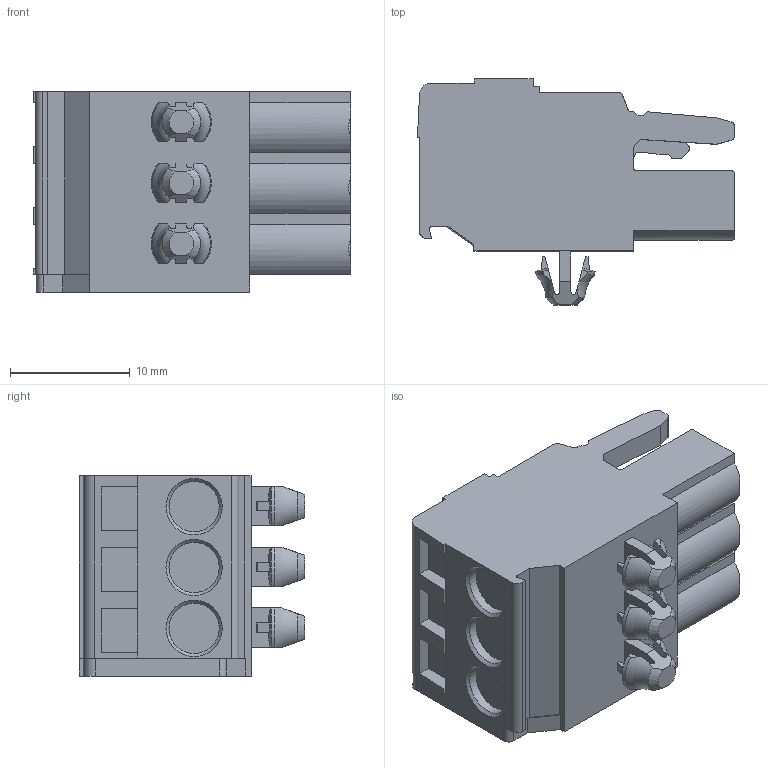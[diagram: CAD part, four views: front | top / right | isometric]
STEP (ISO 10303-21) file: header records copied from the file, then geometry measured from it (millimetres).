
FILE_DESCRIPTION(/* description */ ('STEP AP214'),/* implementation_level */ '2;1');
FILE_NAME(/* name */ '231-303_008-000',/* time_stamp */ '2024-10-25T13:04:30+02:00',/* author */ ('License CC BY-ND 4.0'),/* organization */ ('CADENAS'),/* preprocessor_version */ 'ST-DEVELOPER v19.3',/* originating_system */ 'PARTsolutions',/* authorisation */ ' ');
FILE_SCHEMA (('AUTOMOTIVE_DESIGN {1 0 10303 214 3 1 1}'));
Length unit declared in the file: millimetre
Products named in the file (1): 231-303/008-000
Bounding box: 26.47 x 18.85 x 16.74 mm (x, y, z)
Volume: 4626.5 mm3; surface area: 2543 mm2
Topology: 1 solids, 1 shells, 304 faces, 849 edges, 562 vertices
Faces by surface type: plane 222, cylinder 49, cone 27, torus 6
Full cylindrical faces by diameter (mm): 3.6 x3, 4.2 x3
Entity records: 9768 total; most frequent: CARTESIAN_POINT 2100, ORIENTED_EDGE 1674, DIRECTION 1444, EDGE_CURVE 837, LINE 576, VECTOR 576, VERTEX_POINT 562, AXIS2_PLACEMENT_3D 434
